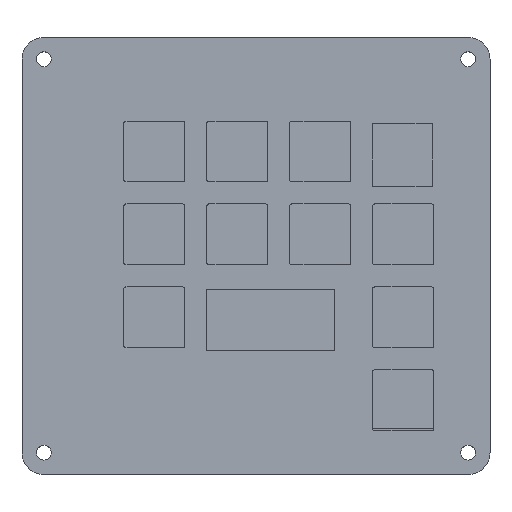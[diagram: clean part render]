
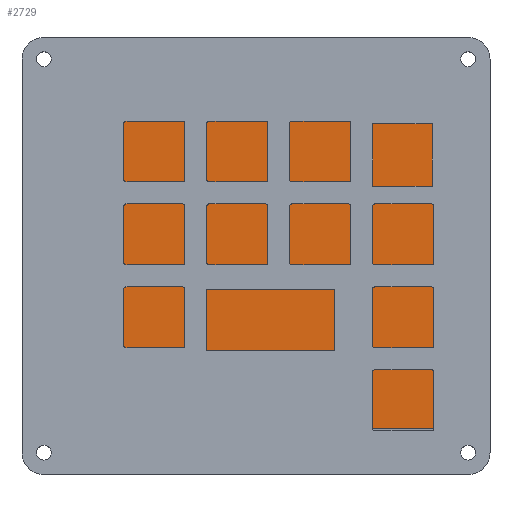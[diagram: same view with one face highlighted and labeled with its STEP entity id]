
A CAD part, top view. The second image highlights one B-rep face of the part: STEP entity #2729.
In plain terms, the highlighted planar face has unit normal (0, 0, 1).
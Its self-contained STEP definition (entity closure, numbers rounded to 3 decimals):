
#155=PLANE('',#3028);
#293=FACE_OUTER_BOUND('',#475,.T.);
#475=EDGE_LOOP('',(#2525,#2526,#2527,#2528));
#731=LINE('',#4590,#995);
#734=LINE('',#4596,#998);
#737=LINE('',#4602,#1001);
#740=LINE('',#4606,#1004);
#995=VECTOR('',#3801,10.);
#998=VECTOR('',#3806,10.);
#1001=VECTOR('',#3811,10.);
#1004=VECTOR('',#3816,10.);
#1375=VERTEX_POINT('',#4587);
#1376=VERTEX_POINT('',#4589);
#1378=VERTEX_POINT('',#4595);
#1380=VERTEX_POINT('',#4601);
#1755=EDGE_CURVE('',#1376,#1375,#731,.T.);
#1758=EDGE_CURVE('',#1378,#1376,#734,.T.);
#1761=EDGE_CURVE('',#1380,#1378,#737,.T.);
#1764=EDGE_CURVE('',#1375,#1380,#740,.T.);
#2525=ORIENTED_EDGE('',*,*,#1764,.T.);
#2526=ORIENTED_EDGE('',*,*,#1761,.T.);
#2527=ORIENTED_EDGE('',*,*,#1758,.T.);
#2528=ORIENTED_EDGE('',*,*,#1755,.T.);
#2729=ADVANCED_FACE('',(#293),#155,.T.);
#3028=AXIS2_PLACEMENT_3D('',#4607,#3817,#3818);
#3801=DIRECTION('',(0.,-1.,0.));
#3806=DIRECTION('',(-1.,0.,0.));
#3811=DIRECTION('',(0.,1.,0.));
#3816=DIRECTION('',(1.,0.,0.));
#3817=DIRECTION('center_axis',(0.,0.,1.));
#3818=DIRECTION('ref_axis',(1.,0.,0.));
#4587=CARTESIAN_POINT('',(85.24,-172.1,3.51));
#4589=CARTESIAN_POINT('',(85.24,-92.74,3.51));
#4590=CARTESIAN_POINT('',(85.24,-172.1,3.51));
#4595=CARTESIAN_POINT('',(171.73,-92.74,3.51));
#4596=CARTESIAN_POINT('',(85.24,-92.74,3.51));
#4601=CARTESIAN_POINT('',(171.73,-172.1,3.51));
#4602=CARTESIAN_POINT('',(171.73,-92.74,3.51));
#4606=CARTESIAN_POINT('',(171.73,-172.1,3.51));
#4607=CARTESIAN_POINT('Origin',(128.485,-132.42,3.51));
